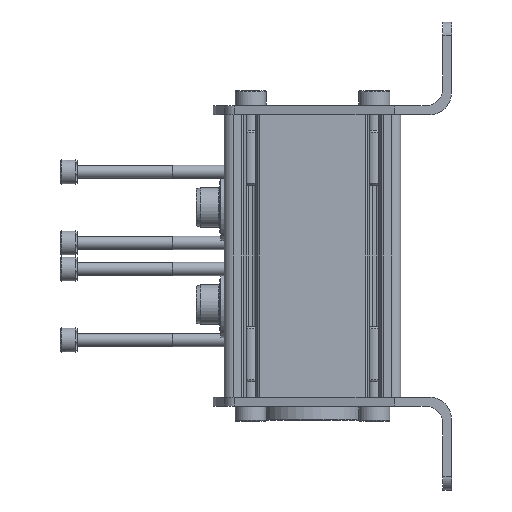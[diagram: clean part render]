
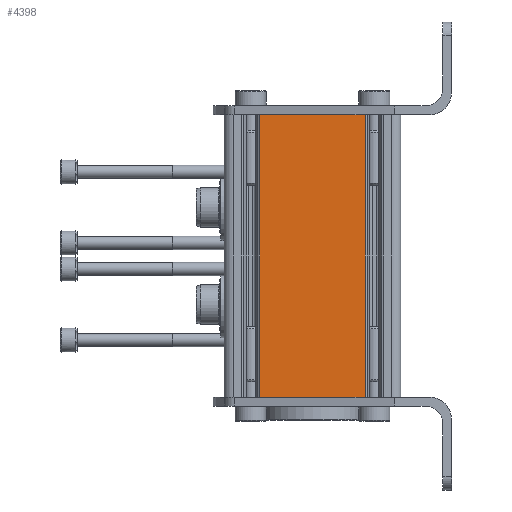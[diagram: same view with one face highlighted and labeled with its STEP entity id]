
A CAD part, left-side view. The second image highlights one B-rep face of the part: STEP entity #4398.
In plain terms, the highlighted planar face has unit normal (-1, 0, 0).
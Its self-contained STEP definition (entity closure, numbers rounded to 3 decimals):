
#270=LINE('',#7117,#590);
#271=LINE('',#7119,#591);
#272=LINE('',#7121,#592);
#273=LINE('',#7123,#593);
#590=VECTOR('',#5653,1000.);
#591=VECTOR('',#5656,1000.);
#592=VECTOR('',#5657,1000.);
#593=VECTOR('',#5658,1000.);
#814=PLANE('',#4822);
#1452=ORIENTED_EDGE('',*,*,#2599,.F.);
#1453=ORIENTED_EDGE('',*,*,#2598,.F.);
#1454=ORIENTED_EDGE('',*,*,#2600,.T.);
#1455=ORIENTED_EDGE('',*,*,#2601,.T.);
#2598=EDGE_CURVE('',#3139,#3138,#270,.T.);
#2599=EDGE_CURVE('',#3138,#3140,#271,.T.);
#2600=EDGE_CURVE('',#3139,#3141,#272,.T.);
#2601=EDGE_CURVE('',#3141,#3140,#273,.T.);
#3138=VERTEX_POINT('',#7114);
#3139=VERTEX_POINT('',#7116);
#3140=VERTEX_POINT('',#7120);
#3141=VERTEX_POINT('',#7122);
#3529=EDGE_LOOP('',(#1452,#1453,#1454,#1455));
#3911=FACE_BOUND('',#3529,.T.);
#4398=ADVANCED_FACE('',(#3911),#814,.T.);
#4822=AXIS2_PLACEMENT_3D('',#7118,#5654,#5655);
#5653=DIRECTION('',(0.,0.,1.));
#5654=DIRECTION('',(-1.,0.,0.));
#5655=DIRECTION('',(0.,0.,1.));
#5656=DIRECTION('',(0.,-1.,0.));
#5657=DIRECTION('',(0.,-1.,0.));
#5658=DIRECTION('',(0.,0.,1.));
#7114=CARTESIAN_POINT('',(-11.5,11.979,0.));
#7116=CARTESIAN_POINT('',(-11.5,11.979,-64.));
#7117=CARTESIAN_POINT('',(-11.5,11.979,-64.));
#7118=CARTESIAN_POINT('',(-11.5,11.979,-64.));
#7119=CARTESIAN_POINT('',(-11.5,11.979,0.));
#7120=CARTESIAN_POINT('',(-11.5,-11.979,0.));
#7121=CARTESIAN_POINT('',(-11.5,11.979,-64.));
#7122=CARTESIAN_POINT('',(-11.5,-11.979,-64.));
#7123=CARTESIAN_POINT('',(-11.5,-11.979,-64.));
